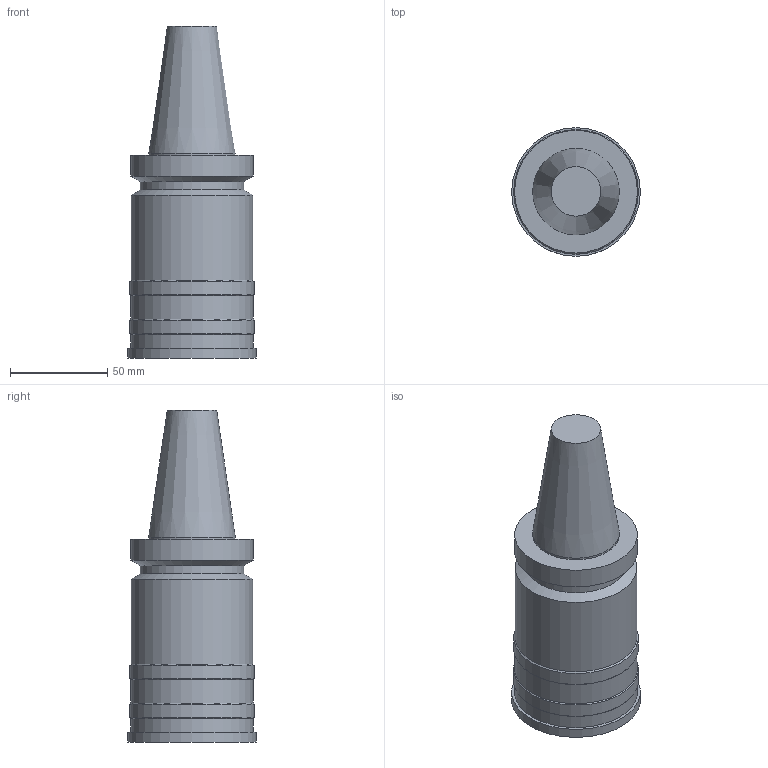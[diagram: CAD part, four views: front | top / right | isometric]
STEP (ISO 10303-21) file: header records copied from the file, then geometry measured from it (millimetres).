
FILE_DESCRIPTION((''),'1');
FILE_NAME('BBT40-TSLE32-105.stp','2013-09-13T01:34:34',(''),(''),'Spatial Interop R18','Kubotek KeyCreator V8.5.1 (14335)',' ');
FILE_SCHEMA(('CONFIG_CONTROL_DESIGN'));
Length unit declared in the file: millimetre
Products named in the file (1): 1
Bounding box: 66 x 66 x 170.4 mm (x, y, z)
Volume: 384631.5 mm3; surface area: 34794.9 mm2
Topology: 1 solids, 1 shells, 20 faces, 35 edges, 19 vertices
Faces by surface type: cylinder 9, cone 7, plane 4
Full cylindrical faces by diameter (mm): 44.45 x1, 53 x1, 62.6 x1, 63 x3, 64 x2, 66 x1
Entity records: 438 total; most frequent: DIRECTION 80, CARTESIAN_POINT 59, AXIS2_PLACEMENT_3D 40, EDGE_LOOP 38, ORIENTED_EDGE 38, FACE_BOUND 34, ADVANCED_FACE 20, EDGE_CURVE 19
